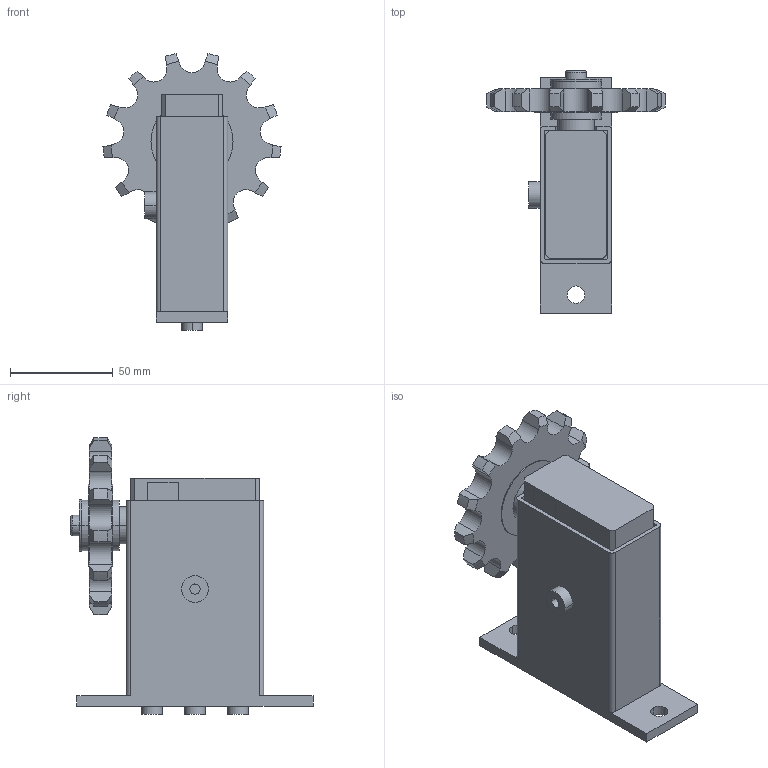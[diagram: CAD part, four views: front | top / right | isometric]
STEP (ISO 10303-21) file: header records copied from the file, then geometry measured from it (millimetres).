
FILE_DESCRIPTION(('STEP AP214'),'1');
FILE_NAME('cctmp_F241F28B-2C9C-440D-ABC1-7E8712D3F7DA_2023_6_23_12_26_35_612..stp','2023-06-23T10:26:35',('Murtfeldt Kunststoffe GmbH & Co.KG'),('CADClick - www.CADClick.com'),'Spatial InterOp 3D',' ','unknown authorization');
FILE_SCHEMA(('AUTOMOTIVE_DESIGN'));
Length unit declared in the file: millimetre
Products named in the file (1): 1
Bounding box: 86.75 x 117.9 x 134.75 mm (x, y, z)
Volume: 287447 mm3; surface area: 85359.9 mm2
Topology: 5 solids, 7 shells, 214 faces, 541 edges, 356 vertices
Faces by surface type: plane 103, cylinder 75, cone 32, torus 4
Entity records: 8190 total; most frequent: CARTESIAN_POINT 1218, DIRECTION 1112, ORIENTED_EDGE 1078, EDGE_CURVE 539, AXIS2_PLACEMENT_3D 406, VERTEX_POINT 356, LINE 300, VECTOR 300
